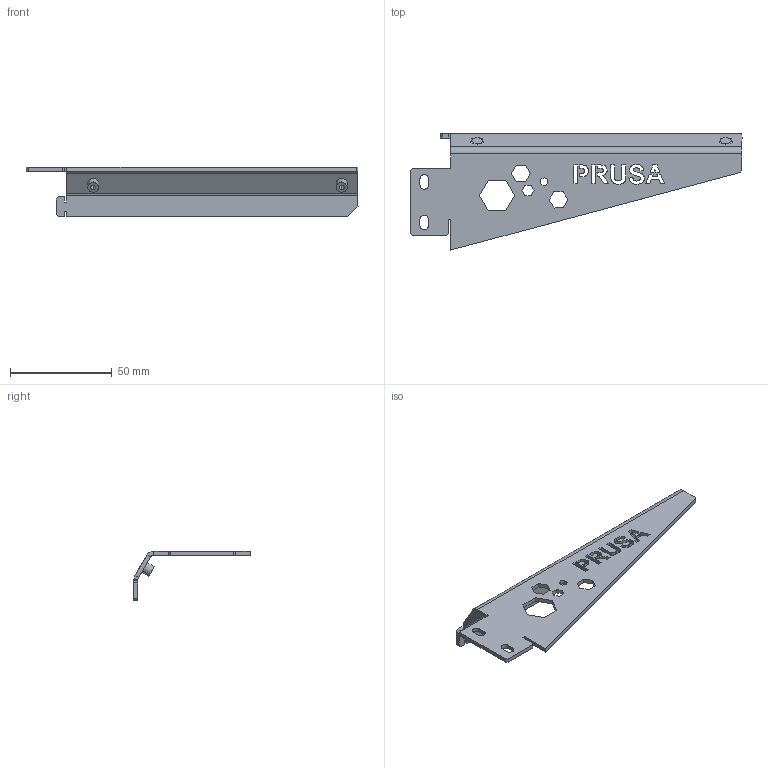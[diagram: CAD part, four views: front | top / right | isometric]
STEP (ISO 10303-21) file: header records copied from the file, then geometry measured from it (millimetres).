
FILE_DESCRIPTION (( 'STEP AP203' ), '1' );
FILE_NAME ('CW1-102-MA_v002 KONZOLE L LIS.STEP', '2019-07-26T07:54:04', ( '' ), ( '' ), 'SwSTEP 2.0', 'SolidWorks 2017', '' );
FILE_SCHEMA (( 'CONFIG_CONTROL_DESIGN' ));
Length unit declared in the file: millimetre
Products named in the file (3): CW1-002-MA_v002 KONZOLE L; CW1-102-MA_v002 KONZOLE L LIS; CFBSOS3_5M3-6
Assembly tree (3 placements, depth 2):
  CW1-102-MA_v002 KONZOLE L LIS
    CW1-002-MA_v002 KONZOLE L
    CFBSOS3_5M3-6  x2
Bounding box: 163 x 57.04 x 24.53 mm (x, y, z)
Volume: 16030 mm3; surface area: 18087.5 mm2
Topology: 3 solids, 3 shells, 241 faces, 673 edges, 440 vertices
Faces by surface type: plane 142, bspline 71, cylinder 24, cone 4
Entity records: 9176 total; most frequent: CARTESIAN_POINT 3458, ORIENTED_EDGE 1262, DIRECTION 841, EDGE_CURVE 631, VECTOR 453, LINE 453, VERTEX_POINT 415, EDGE_LOOP 260
